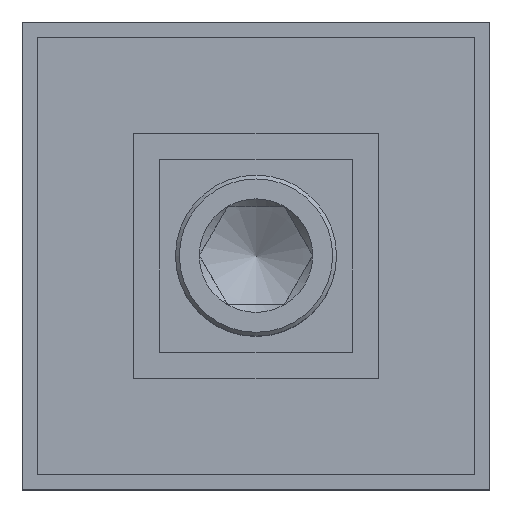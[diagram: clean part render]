
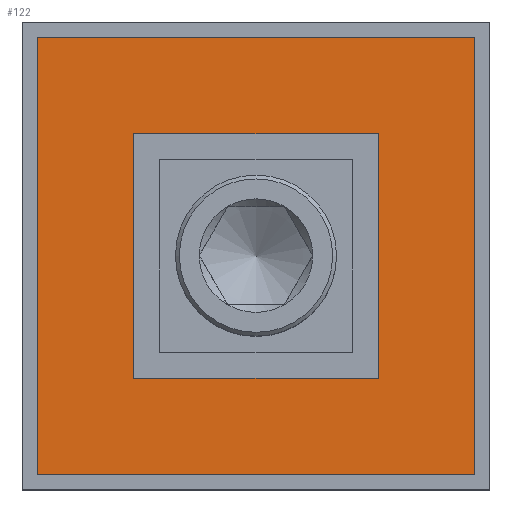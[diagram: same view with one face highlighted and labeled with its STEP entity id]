
A CAD part, top view. The second image highlights one B-rep face of the part: STEP entity #122.
In plain terms, the highlighted planar face has unit normal (0, 0, 1).
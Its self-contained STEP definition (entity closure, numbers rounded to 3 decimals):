
#1 = EDGE_LOOP ( 'NONE', ( #1577, #1158, #800, #609 ) ) ;
#34 = LINE ( 'NONE', #1082, #45 ) ;
#45 = VECTOR ( 'NONE', #181, 1000. ) ;
#61 = VERTEX_POINT ( 'NONE', #1268 ) ;
#64 = CARTESIAN_POINT ( 'NONE',  ( 28.5, 28.5, 28.85 ) ) ;
#82 = EDGE_CURVE ( 'NONE', #188, #1287, #1203, .T. ) ;
#122 = ADVANCED_FACE ( 'NONE', ( #407, #1169 ), #944, .T. ) ;
#135 = ORIENTED_EDGE ( 'NONE', *, *, #1008, .T. ) ;
#181 = DIRECTION ( 'NONE',  ( 0., -1., 0. ) ) ;
#188 = VERTEX_POINT ( 'NONE', #1185 ) ;
#219 = CARTESIAN_POINT ( 'NONE',  ( 28.5, 28.5, 28.85 ) ) ;
#229 = LINE ( 'NONE', #219, #1193 ) ;
#274 = CARTESIAN_POINT ( 'NONE',  ( -15.95, 15.95, 28.85 ) ) ;
#343 = VECTOR ( 'NONE', #1385, 1000. ) ;
#382 = LINE ( 'NONE', #492, #343 ) ;
#407 = FACE_OUTER_BOUND ( 'NONE', #772, .T. ) ;
#415 = DIRECTION ( 'NONE',  ( 1., 0., 0. ) ) ;
#440 = CARTESIAN_POINT ( 'NONE',  ( 28.5, -28.5, 28.85 ) ) ;
#492 = CARTESIAN_POINT ( 'NONE',  ( -15.95, -15.95, 28.85 ) ) ;
#494 = EDGE_CURVE ( 'NONE', #883, #642, #1230, .T. ) ;
#583 = EDGE_CURVE ( 'NONE', #1287, #883, #382, .T. ) ;
#605 = CARTESIAN_POINT ( 'NONE',  ( 15.95, 15.95, 28.85 ) ) ;
#609 = ORIENTED_EDGE ( 'NONE', *, *, #82, .F. ) ;
#642 = VERTEX_POINT ( 'NONE', #1271 ) ;
#666 = VECTOR ( 'NONE', #1502, 1000. ) ;
#697 = ORIENTED_EDGE ( 'NONE', *, *, #1396, .T. ) ;
#712 = AXIS2_PLACEMENT_3D ( 'NONE', #818, #1078, #415 ) ;
#718 = CARTESIAN_POINT ( 'NONE',  ( -28.5, -28.5, 28.85 ) ) ;
#731 = EDGE_CURVE ( 'NONE', #61, #955, #34, .T. ) ;
#741 = LINE ( 'NONE', #605, #1010 ) ;
#772 = EDGE_LOOP ( 'NONE', ( #697, #1353, #1115, #135 ) ) ;
#800 = ORIENTED_EDGE ( 'NONE', *, *, #583, .F. ) ;
#801 = CARTESIAN_POINT ( 'NONE',  ( -15.95, -15.95, 28.85 ) ) ;
#810 = DIRECTION ( 'NONE',  ( 0., -1., 0. ) ) ;
#818 = CARTESIAN_POINT ( 'NONE',  ( 0., 0., 28.85 ) ) ;
#837 = DIRECTION ( 'NONE',  ( -1., 0., 0. ) ) ;
#883 = VERTEX_POINT ( 'NONE', #1343 ) ;
#944 = PLANE ( 'NONE',  #712 ) ;
#953 = DIRECTION ( 'NONE',  ( 0., 1., 0. ) ) ;
#955 = VERTEX_POINT ( 'NONE', #718 ) ;
#967 = LINE ( 'NONE', #1229, #969 ) ;
#969 = VECTOR ( 'NONE', #1378, 1000. ) ;
#1008 = EDGE_CURVE ( 'NONE', #955, #1417, #967, .T. ) ;
#1010 = VECTOR ( 'NONE', #1626, 1000. ) ;
#1078 = DIRECTION ( 'NONE',  ( 0., 0., 1. ) ) ;
#1082 = CARTESIAN_POINT ( 'NONE',  ( -28.5, 28.5, 28.85 ) ) ;
#1115 = ORIENTED_EDGE ( 'NONE', *, *, #731, .T. ) ;
#1158 = ORIENTED_EDGE ( 'NONE', *, *, #494, .F. ) ;
#1169 = FACE_BOUND ( 'NONE', #1, .T. ) ;
#1185 = CARTESIAN_POINT ( 'NONE',  ( -15.95, 15.95, 28.85 ) ) ;
#1191 = VECTOR ( 'NONE', #953, 1000. ) ;
#1193 = VECTOR ( 'NONE', #837, 1000. ) ;
#1203 = LINE ( 'NONE', #274, #1480 ) ;
#1229 = CARTESIAN_POINT ( 'NONE',  ( -28.5, -28.5, 28.85 ) ) ;
#1230 = LINE ( 'NONE', #1369, #666 ) ;
#1268 = CARTESIAN_POINT ( 'NONE',  ( -28.5, 28.5, 28.85 ) ) ;
#1271 = CARTESIAN_POINT ( 'NONE',  ( 15.95, 15.95, 28.85 ) ) ;
#1287 = VERTEX_POINT ( 'NONE', #801 ) ;
#1293 = EDGE_CURVE ( 'NONE', #642, #188, #741, .T. ) ;
#1316 = EDGE_CURVE ( 'NONE', #1627, #61, #229, .T. ) ;
#1343 = CARTESIAN_POINT ( 'NONE',  ( 15.95, -15.95, 28.85 ) ) ;
#1353 = ORIENTED_EDGE ( 'NONE', *, *, #1316, .T. ) ;
#1369 = CARTESIAN_POINT ( 'NONE',  ( 15.95, -15.95, 28.85 ) ) ;
#1372 = CARTESIAN_POINT ( 'NONE',  ( 28.5, -28.5, 28.85 ) ) ;
#1378 = DIRECTION ( 'NONE',  ( 1., 0., 0. ) ) ;
#1385 = DIRECTION ( 'NONE',  ( 1., 0., 0. ) ) ;
#1396 = EDGE_CURVE ( 'NONE', #1417, #1627, #1575, .T. ) ;
#1417 = VERTEX_POINT ( 'NONE', #1372 ) ;
#1480 = VECTOR ( 'NONE', #810, 1000. ) ;
#1502 = DIRECTION ( 'NONE',  ( 0., 1., 0. ) ) ;
#1575 = LINE ( 'NONE', #440, #1191 ) ;
#1577 = ORIENTED_EDGE ( 'NONE', *, *, #1293, .F. ) ;
#1626 = DIRECTION ( 'NONE',  ( -1., 0., 0. ) ) ;
#1627 = VERTEX_POINT ( 'NONE', #64 ) ;
